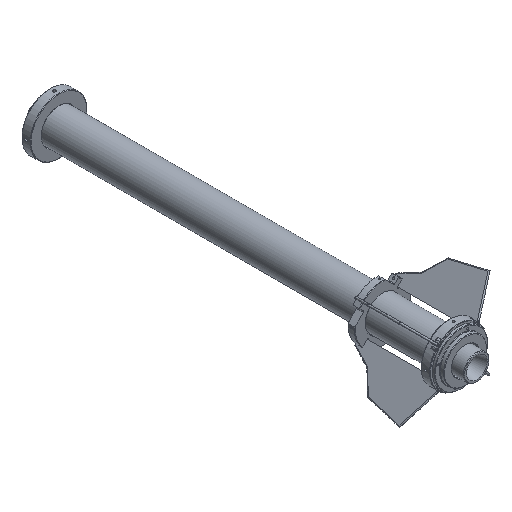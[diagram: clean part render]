
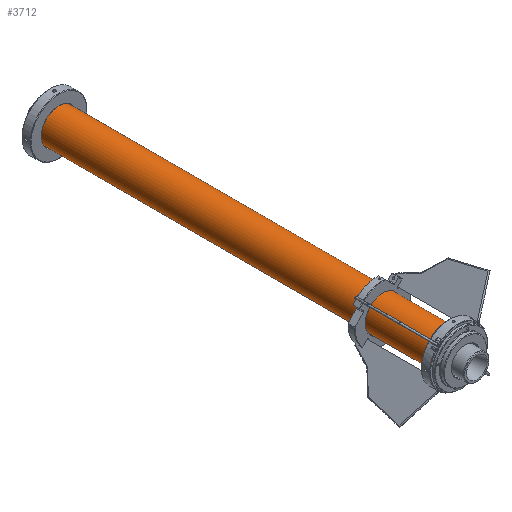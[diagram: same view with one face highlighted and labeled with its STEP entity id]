
A CAD part, isometric view. The second image highlights one B-rep face of the part: STEP entity #3712.
In plain terms, the highlighted free-form (B-spline) face has degree [2, 1] with [9, 2] control points.
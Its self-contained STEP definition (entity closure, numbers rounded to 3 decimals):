
#3613 = EDGE_CURVE('',#3614,#3614,#3616,.T.);
#3614 = VERTEX_POINT('',#3615);
#3615 = CARTESIAN_POINT('',(-19.505,-908.833,
    -33.783));
#3616 = ( BOUNDED_CURVE() B_SPLINE_CURVE(2,(#3617,#3618,#3619,#3620,
#3621,#3622,#3623),.UNSPECIFIED.,.T.,.F.) B_SPLINE_CURVE_WITH_KNOTS((3,2
    ,2,3),(1.571,3.665,5.76,7.854),
.PIECEWISE_BEZIER_KNOTS.) CURVE() GEOMETRIC_REPRESENTATION_ITEM() 
RATIONAL_B_SPLINE_CURVE((1.,0.5,1.,0.5,1.,0.5,1.)) REPRESENTATION_ITEM(
  '') );
#3617 = CARTESIAN_POINT('',(-19.505,-908.833,
    -33.783));
#3618 = CARTESIAN_POINT('',(-78.019,-908.833,
    0.));
#3619 = CARTESIAN_POINT('',(-19.505,-908.833,
    33.783));
#3620 = CARTESIAN_POINT('',(39.009,-908.833,
    67.566));
#3621 = CARTESIAN_POINT('',(39.009,-908.833,
    0.));
#3622 = CARTESIAN_POINT('',(39.009,-908.833,
    -67.566));
#3623 = CARTESIAN_POINT('',(-19.505,-908.833,
    -33.783));
#3646 = VERTEX_POINT('',#3647);
#3647 = CARTESIAN_POINT('',(19.505,-1.316,
    33.783));
#3652 = EDGE_CURVE('',#3646,#3653,#3655,.T.);
#3653 = VERTEX_POINT('',#3654);
#3654 = CARTESIAN_POINT('',(-19.505,-1.316,
    -33.783));
#3655 = ( BOUNDED_CURVE() B_SPLINE_CURVE(2,(#3656,#3657,#3658,#3659,
#3660),.UNSPECIFIED.,.F.,.F.) B_SPLINE_CURVE_WITH_KNOTS((3,2,3),(
    3.142,4.712,6.283),
.PIECEWISE_BEZIER_KNOTS.) CURVE() GEOMETRIC_REPRESENTATION_ITEM() 
RATIONAL_B_SPLINE_CURVE((1.,0.707,1.,0.707,1.)) 
REPRESENTATION_ITEM('') );
#3656 = CARTESIAN_POINT('',(19.505,-1.316,
    33.783));
#3657 = CARTESIAN_POINT('',(53.288,-1.316,
    14.278));
#3658 = CARTESIAN_POINT('',(33.783,-1.316,
    -19.505));
#3659 = CARTESIAN_POINT('',(14.278,-1.316,
    -53.288));
#3660 = CARTESIAN_POINT('',(-19.505,-1.316,
    -33.783));
#3662 = EDGE_CURVE('',#3653,#3646,#3663,.T.);
#3663 = ( BOUNDED_CURVE() B_SPLINE_CURVE(2,(#3664,#3665,#3666,#3667,
#3668),.UNSPECIFIED.,.F.,.F.) B_SPLINE_CURVE_WITH_KNOTS((3,2,3),(0.,
1.571,3.142),.PIECEWISE_BEZIER_KNOTS.) CURVE() 
GEOMETRIC_REPRESENTATION_ITEM() RATIONAL_B_SPLINE_CURVE((1.,
0.707,1.,0.707,1.)) REPRESENTATION_ITEM('') );
#3664 = CARTESIAN_POINT('',(-19.505,-1.316,
    -33.783));
#3665 = CARTESIAN_POINT('',(-53.288,-1.316,
    -14.278));
#3666 = CARTESIAN_POINT('',(-33.783,-1.316,
    19.505));
#3667 = CARTESIAN_POINT('',(-14.278,-1.316,
    53.288));
#3668 = CARTESIAN_POINT('',(19.505,-1.316,
    33.783));
#3712 = ADVANCED_FACE('',(#3713),#3724,.T.);
#3713 = FACE_BOUND('',#3714,.T.);
#3714 = EDGE_LOOP('',(#3715,#3716,#3717,#3722,#3723));
#3715 = ORIENTED_EDGE('',*,*,#3652,.F.);
#3716 = ORIENTED_EDGE('',*,*,#3662,.F.);
#3717 = ORIENTED_EDGE('',*,*,#3718,.T.);
#3718 = EDGE_CURVE('',#3653,#3614,#3719,.T.);
#3719 = B_SPLINE_CURVE_WITH_KNOTS('',1,(#3720,#3721),.UNSPECIFIED.,.F.,
  .F.,(2,2),(-437.375,438.645),.PIECEWISE_BEZIER_KNOTS.);
#3720 = CARTESIAN_POINT('',(-19.505,-1.316,
    -33.783));
#3721 = CARTESIAN_POINT('',(-19.505,-908.833,
    -33.783));
#3722 = ORIENTED_EDGE('',*,*,#3613,.T.);
#3723 = ORIENTED_EDGE('',*,*,#3718,.F.);
#3724 = ( BOUNDED_SURFACE() B_SPLINE_SURFACE(2,1,(
    (#3725,#3726)
    ,(#3727,#3728)
    ,(#3729,#3730)
    ,(#3731,#3732)
    ,(#3733,#3734)
    ,(#3735,#3736)
    ,(#3737,#3738)
    ,(#3739,#3740)
    ,(#3741,#3742
)),.UNSPECIFIED.,.T.,.F.,.F.) B_SPLINE_SURFACE_WITH_KNOTS((3,2,2,2,3),(2
    ,2),(3.142,4.189,6.283,8.378,
    9.425),(-438.645,437.375),.UNSPECIFIED.) 
GEOMETRIC_REPRESENTATION_ITEM() RATIONAL_B_SPLINE_SURFACE((
    (0.75,0.75)
    ,(0.75,0.75)
    ,(1.,1.)
    ,(0.5,0.5)
    ,(1.,1.)
    ,(0.5,0.5)
    ,(1.,1.)
    ,(0.75,0.75)
,(0.75,0.75))) REPRESENTATION_ITEM('') SURFACE() );
#3725 = CARTESIAN_POINT('',(-19.505,-908.833,
    -33.783));
#3726 = CARTESIAN_POINT('',(-19.505,-1.316,
    -33.783));
#3727 = CARTESIAN_POINT('',(-39.009,-908.833,
    -22.522));
#3728 = CARTESIAN_POINT('',(-39.009,-1.316,
    -22.522));
#3729 = CARTESIAN_POINT('',(-39.009,-908.833,
    0.));
#3730 = CARTESIAN_POINT('',(-39.009,-1.316,
    0.));
#3731 = CARTESIAN_POINT('',(-39.009,-908.833,
    67.566));
#3732 = CARTESIAN_POINT('',(-39.009,-1.316,
    67.566));
#3733 = CARTESIAN_POINT('',(19.505,-908.833,
    33.783));
#3734 = CARTESIAN_POINT('',(19.505,-1.316,
    33.783));
#3735 = CARTESIAN_POINT('',(78.019,-908.833,
    0.));
#3736 = CARTESIAN_POINT('',(78.019,-1.316,
    0.));
#3737 = CARTESIAN_POINT('',(19.505,-908.833,
    -33.783));
#3738 = CARTESIAN_POINT('',(19.505,-1.316,
    -33.783));
#3739 = CARTESIAN_POINT('',(0.,-908.833,
    -45.044));
#3740 = CARTESIAN_POINT('',(0.,-1.316,
    -45.044));
#3741 = CARTESIAN_POINT('',(-19.505,-908.833,
    -33.783));
#3742 = CARTESIAN_POINT('',(-19.505,-1.316,
    -33.783));
